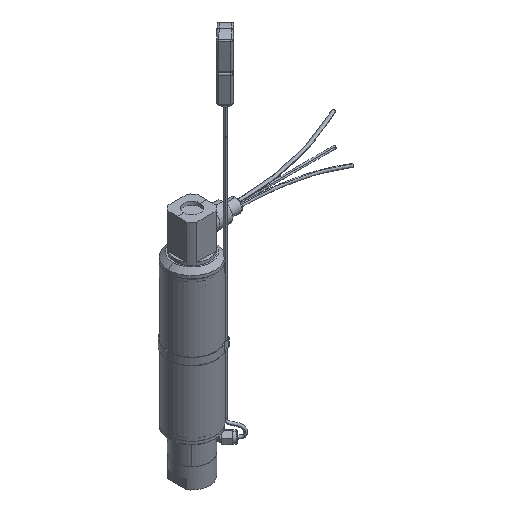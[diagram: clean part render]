
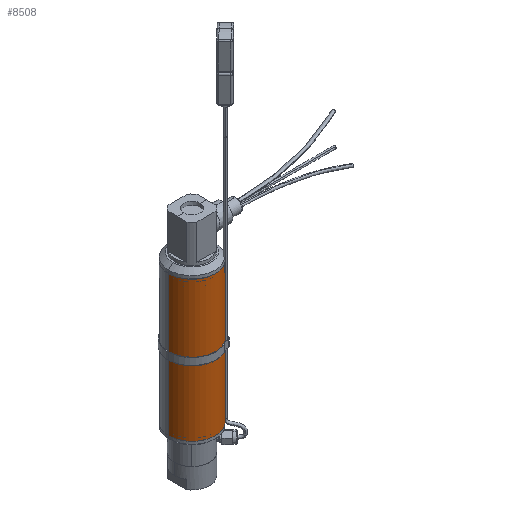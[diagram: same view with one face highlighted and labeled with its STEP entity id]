
A CAD part, isometric view. The second image highlights one B-rep face of the part: STEP entity #8508.
In plain terms, the highlighted cylindrical face has radius 25.4 mm (diameter 50.8 mm), a partial arc.
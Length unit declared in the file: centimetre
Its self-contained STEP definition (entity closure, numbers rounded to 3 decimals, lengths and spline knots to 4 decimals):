
#1129 = CARTESIAN_POINT ( 'NONE',  ( 2.54, 0., 0. ) ) ;
#2581 = VECTOR ( 'NONE', #14911, 100. ) ;
#3426 = DIRECTION ( 'NONE',  ( 0., 0., 1. ) ) ;
#3967 = CIRCLE ( 'NONE', #14262, 2.54 ) ;
#4672 = CYLINDRICAL_SURFACE ( 'NONE', #8459, 2.54 ) ;
#5069 = ORIENTED_EDGE ( 'NONE', *, *, #16438, .T. ) ;
#5823 = CARTESIAN_POINT ( 'NONE',  ( 0., 0., 0. ) ) ;
#6553 = CARTESIAN_POINT ( 'NONE',  ( -2.54, 0., 15.367 ) ) ;
#6689 = LINE ( 'NONE', #1129, #18444 ) ;
#7122 = ORIENTED_EDGE ( 'NONE', *, *, #10047, .T. ) ;
#7262 = AXIS2_PLACEMENT_3D ( 'NONE', #12618, #3426, #14178 ) ;
#7469 = DIRECTION ( 'NONE',  ( 0., 0., -1. ) ) ;
#7682 = VERTEX_POINT ( 'NONE', #18655 ) ;
#8071 = CARTESIAN_POINT ( 'NONE',  ( 2.54, 0., 0. ) ) ;
#8459 = AXIS2_PLACEMENT_3D ( 'NONE', #5823, #11926, #15106 ) ;
#8508 = ADVANCED_FACE ( 'NONE', ( #10691 ), #4672, .T. ) ;
#8659 = ORIENTED_EDGE ( 'NONE', *, *, #16882, .F. ) ;
#9418 = EDGE_LOOP ( 'NONE', ( #8659, #10595, #5069, #7122 ) ) ;
#9759 = VERTEX_POINT ( 'NONE', #8071 ) ;
#10047 = EDGE_CURVE ( 'NONE', #7682, #12668, #3967, .T. ) ;
#10595 = ORIENTED_EDGE ( 'NONE', *, *, #14694, .T. ) ;
#10691 = FACE_OUTER_BOUND ( 'NONE', #9418, .T. ) ;
#11222 = LINE ( 'NONE', #13359, #2581 ) ;
#11896 = DIRECTION ( 'NONE',  ( 0., 0., 1. ) ) ;
#11926 = DIRECTION ( 'NONE',  ( 0., 0., 1. ) ) ;
#12618 = CARTESIAN_POINT ( 'NONE',  ( 0., 0., 0. ) ) ;
#12668 = VERTEX_POINT ( 'NONE', #6553 ) ;
#13123 = CARTESIAN_POINT ( 'NONE',  ( -2.54, 0., 0. ) ) ;
#13359 = CARTESIAN_POINT ( 'NONE',  ( -2.54, 0., 0. ) ) ;
#14178 = DIRECTION ( 'NONE',  ( 1., 0., 0. ) ) ;
#14262 = AXIS2_PLACEMENT_3D ( 'NONE', #16634, #7469, #18190 ) ;
#14694 = EDGE_CURVE ( 'NONE', #16316, #9759, #18914, .T. ) ;
#14911 = DIRECTION ( 'NONE',  ( 0., 0., 1. ) ) ;
#15106 = DIRECTION ( 'NONE',  ( 1., 0., 0. ) ) ;
#16316 = VERTEX_POINT ( 'NONE', #13123 ) ;
#16438 = EDGE_CURVE ( 'NONE', #9759, #7682, #6689, .T. ) ;
#16634 = CARTESIAN_POINT ( 'NONE',  ( 0., 0., 15.367 ) ) ;
#16882 = EDGE_CURVE ( 'NONE', #16316, #12668, #11222, .T. ) ;
#18190 = DIRECTION ( 'NONE',  ( 1., 0., 0. ) ) ;
#18444 = VECTOR ( 'NONE', #11896, 100. ) ;
#18655 = CARTESIAN_POINT ( 'NONE',  ( 2.54, 0., 15.367 ) ) ;
#18914 = CIRCLE ( 'NONE', #7262, 2.54 ) ;
